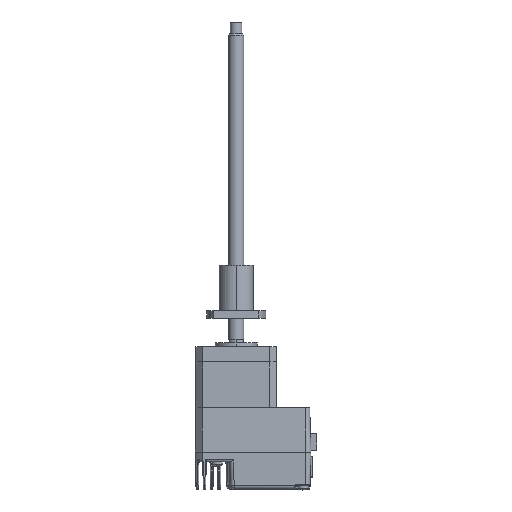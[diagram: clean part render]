
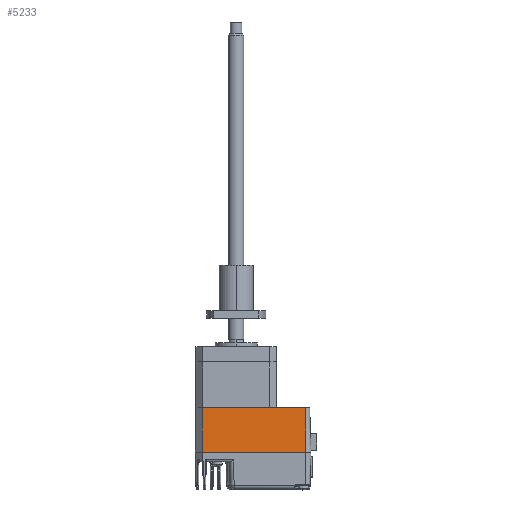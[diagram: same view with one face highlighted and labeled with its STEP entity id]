
A CAD part, top view. The second image highlights one B-rep face of the part: STEP entity #5233.
In plain terms, the highlighted planar face has unit normal (0, 0.026, 1).
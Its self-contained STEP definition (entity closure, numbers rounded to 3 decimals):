
#425 = ORIENTED_EDGE ( 'NONE', *, *, #9824, .T. ) ;
#3222 = LINE ( 'NONE', #6476, #12859 ) ;
#3449 = ORIENTED_EDGE ( 'NONE', *, *, #6425, .T. ) ;
#3663 = DIRECTION ( 'NONE',  ( -0.011, -1., 0.026 ) ) ;
#3814 = LINE ( 'NONE', #11917, #9811 ) ;
#3873 = DIRECTION ( 'NONE',  ( 0., -1., 0.026 ) ) ;
#4302 = ORIENTED_EDGE ( 'NONE', *, *, #14519, .T. ) ;
#4307 = ORIENTED_EDGE ( 'NONE', *, *, #6571, .T. ) ;
#4360 = CARTESIAN_POINT ( 'NONE',  ( 40.319, -74.408, 76.265 ) ) ;
#5233 = ADVANCED_FACE ( 'NONE', ( #6434 ), #17373, .T. ) ;
#5865 = CARTESIAN_POINT ( 'NONE',  ( -14.081, -50.908, 75.65 ) ) ;
#6204 = VERTEX_POINT ( 'NONE', #14155 ) ;
#6425 = EDGE_CURVE ( 'NONE', #7617, #17138, #3814, .T. ) ;
#6434 = FACE_OUTER_BOUND ( 'NONE', #8428, .T. ) ;
#6476 = CARTESIAN_POINT ( 'NONE',  ( 40.319, -50.908, 75.65 ) ) ;
#6491 = VECTOR ( 'NONE', #7989, 1000. ) ;
#6571 = EDGE_CURVE ( 'NONE', #17138, #10495, #16623, .T. ) ;
#7617 = VERTEX_POINT ( 'NONE', #5865 ) ;
#7989 = DIRECTION ( 'NONE',  ( -1., 0., 0. ) ) ;
#8428 = EDGE_LOOP ( 'NONE', ( #4302, #3449, #4307, #425 ) ) ;
#9811 = VECTOR ( 'NONE', #3663, 1000. ) ;
#9816 = CARTESIAN_POINT ( 'NONE',  ( -14.081, -74.408, 76.265 ) ) ;
#9824 = EDGE_CURVE ( 'NONE', #10495, #6204, #3222, .T. ) ;
#10023 = AXIS2_PLACEMENT_3D ( 'NONE', #11897, #10583, #3873 ) ;
#10495 = VERTEX_POINT ( 'NONE', #4360 ) ;
#10583 = DIRECTION ( 'NONE',  ( 0., 0.026, 1. ) ) ;
#10660 = VECTOR ( 'NONE', #12320, 1000. ) ;
#11897 = CARTESIAN_POINT ( 'NONE',  ( -14.081, -50.908, 75.65 ) ) ;
#11917 = CARTESIAN_POINT ( 'NONE',  ( -14.081, -50.908, 75.65 ) ) ;
#11985 = DIRECTION ( 'NONE',  ( 0., 1., -0.026 ) ) ;
#12269 = LINE ( 'NONE', #14773, #6491 ) ;
#12320 = DIRECTION ( 'NONE',  ( 1., 0., 0. ) ) ;
#12859 = VECTOR ( 'NONE', #11985, 1000. ) ;
#14155 = CARTESIAN_POINT ( 'NONE',  ( 40.319, -50.908, 75.65 ) ) ;
#14519 = EDGE_CURVE ( 'NONE', #6204, #7617, #12269, .T. ) ;
#14651 = CARTESIAN_POINT ( 'NONE',  ( -14.336, -74.408, 76.265 ) ) ;
#14773 = CARTESIAN_POINT ( 'NONE',  ( -14.081, -50.908, 75.65 ) ) ;
#16623 = LINE ( 'NONE', #9816, #10660 ) ;
#17138 = VERTEX_POINT ( 'NONE', #14651 ) ;
#17373 = PLANE ( 'NONE',  #10023 ) ;
